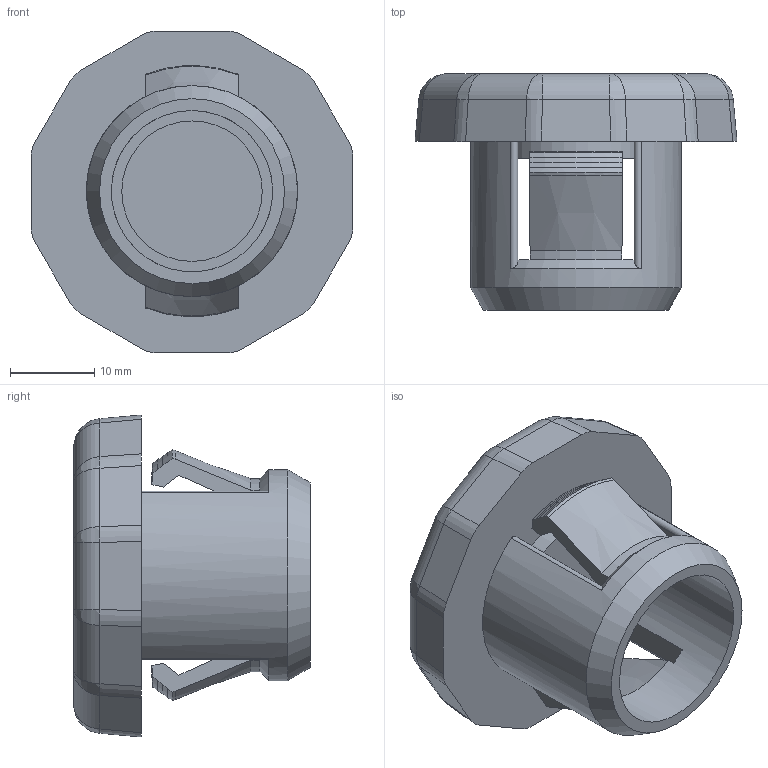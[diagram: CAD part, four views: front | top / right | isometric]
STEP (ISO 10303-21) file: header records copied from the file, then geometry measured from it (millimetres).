
FILE_DESCRIPTION(/* description */ (''),/* implementation_level */ '2;1');
FILE_NAME(/* name */ '28910_6_KES-R M25-3.stp',/* time_stamp */ '2023-03-03T10:06:46+01:00',/* author */ (''),/* organization */ (''),/* preprocessor_version */ 'ST-DEVELOPER v16.7',/* originating_system */ 'SIEMENS PLM Software NX 12.0',/* authorisation */ '');
FILE_SCHEMA (('AUTOMOTIVE_DESIGN { 1 0 10303 214 3 1 1 1 }'));
Length unit declared in the file: millimetre
Products named in the file (1): 28910_6_KES-R M25-3
Bounding box: 38.13 x 28 x 38.13 mm (x, y, z)
Volume: 12362.2 mm3; surface area: 6080.3 mm2
Topology: 1 solids, 1 shells, 396 faces, 1055 edges, 688 vertices
Faces by surface type: plane 216, cylinder 94, cone 37, extrusion 21, bspline 18, sphere 6, revolution 4
Full cylindrical faces by diameter (mm): 16.63 x1, 19.103 x1, 25 x1
Entity records: 16202 total; most frequent: CARTESIAN_POINT 4297, ORIENTED_EDGE 2066, DIRECTION 1844, EDGE_CURVE 1033, VERTEX_POINT 677, VECTOR 654, LINE 633, AXIS2_PLACEMENT_3D 593
